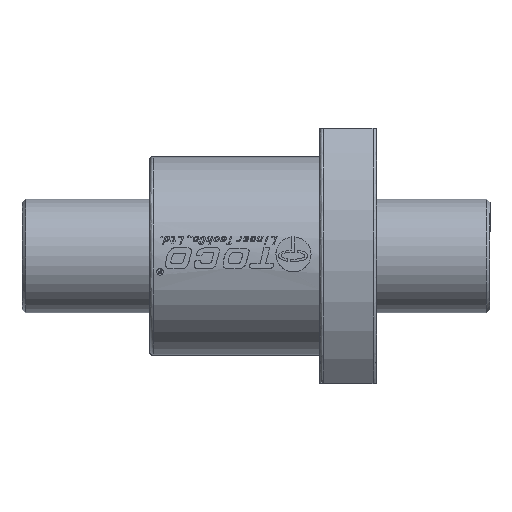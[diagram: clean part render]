
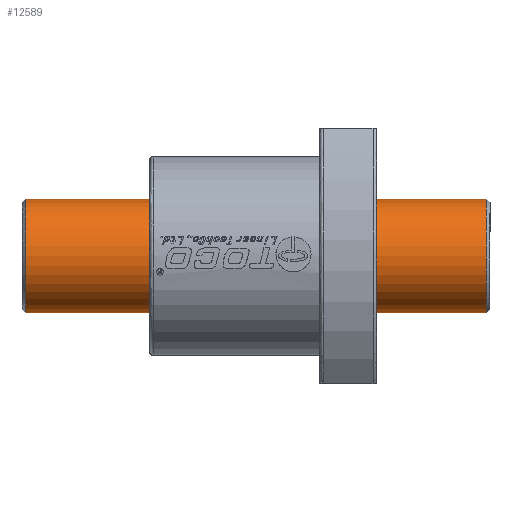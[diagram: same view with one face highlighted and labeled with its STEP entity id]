
A CAD part, top view. The second image highlights one B-rep face of the part: STEP entity #12589.
In plain terms, the highlighted cylindrical face has radius 4 mm (diameter 8 mm), a partial arc.
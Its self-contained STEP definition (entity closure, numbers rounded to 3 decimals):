
#103 = CARTESIAN_POINT ( 'NONE',  ( -32.75, 0., 0. ) ) ;
#263 = CARTESIAN_POINT ( 'NONE',  ( -0.25, 4., 0. ) ) ;
#2196 = ORIENTED_EDGE ( 'NONE', *, *, #11157, .T. ) ;
#2751 = VECTOR ( 'NONE', #13519, 1000. ) ;
#2981 = EDGE_CURVE ( 'NONE', #21028, #23198, #3812, .T. ) ;
#3081 = VECTOR ( 'NONE', #18466, 1000. ) ;
#3812 = CIRCLE ( 'NONE', #17621, 4. ) ;
#3883 = AXIS2_PLACEMENT_3D ( 'NONE', #4074, #18554, #20380 ) ;
#4074 = CARTESIAN_POINT ( 'NONE',  ( -33., 0., 0. ) ) ;
#6048 = CYLINDRICAL_SURFACE ( 'NONE', #3883, 4. ) ;
#6887 = DIRECTION ( 'NONE',  ( 0., 1., 0. ) ) ;
#7842 = ORIENTED_EDGE ( 'NONE', *, *, #23064, .T. ) ;
#8008 = CARTESIAN_POINT ( 'NONE',  ( -33., -4., 0. ) ) ;
#8554 = CARTESIAN_POINT ( 'NONE',  ( -32.75, -4., 0. ) ) ;
#10378 = VERTEX_POINT ( 'NONE', #13912 ) ;
#11157 = EDGE_CURVE ( 'NONE', #10378, #12010, #20540, .T. ) ;
#11403 = CARTESIAN_POINT ( 'NONE',  ( -32.75, 4., 0. ) ) ;
#12010 = VERTEX_POINT ( 'NONE', #263 ) ;
#12589 = ADVANCED_FACE ( 'NONE', ( #12814 ), #6048, .T. ) ;
#12786 = DIRECTION ( 'NONE',  ( 1., 0., 0. ) ) ;
#12814 = FACE_OUTER_BOUND ( 'NONE', #19717, .T. ) ;
#13222 = CARTESIAN_POINT ( 'NONE',  ( -33., 4., 0. ) ) ;
#13519 = DIRECTION ( 'NONE',  ( 1., 0., 0. ) ) ;
#13912 = CARTESIAN_POINT ( 'NONE',  ( -0.25, -4., 0. ) ) ;
#14063 = DIRECTION ( 'NONE',  ( -1., 0., 0. ) ) ;
#15899 = EDGE_CURVE ( 'NONE', #21028, #12010, #20367, .T. ) ;
#17498 = LINE ( 'NONE', #8008, #2751 ) ;
#17621 = AXIS2_PLACEMENT_3D ( 'NONE', #103, #12786, #21658 ) ;
#17715 = CARTESIAN_POINT ( 'NONE',  ( -0.25, 0., 0. ) ) ;
#18466 = DIRECTION ( 'NONE',  ( 1., 0., 0. ) ) ;
#18554 = DIRECTION ( 'NONE',  ( 1., 0., 0. ) ) ;
#19717 = EDGE_LOOP ( 'NONE', ( #21899, #7842, #2196, #22758 ) ) ;
#20367 = LINE ( 'NONE', #13222, #3081 ) ;
#20380 = DIRECTION ( 'NONE',  ( 0., 1., 0. ) ) ;
#20540 = CIRCLE ( 'NONE', #21420, 4. ) ;
#21028 = VERTEX_POINT ( 'NONE', #11403 ) ;
#21420 = AXIS2_PLACEMENT_3D ( 'NONE', #17715, #14063, #6887 ) ;
#21658 = DIRECTION ( 'NONE',  ( 0., 1., 0. ) ) ;
#21899 = ORIENTED_EDGE ( 'NONE', *, *, #2981, .T. ) ;
#22758 = ORIENTED_EDGE ( 'NONE', *, *, #15899, .F. ) ;
#23064 = EDGE_CURVE ( 'NONE', #23198, #10378, #17498, .T. ) ;
#23198 = VERTEX_POINT ( 'NONE', #8554 ) ;
